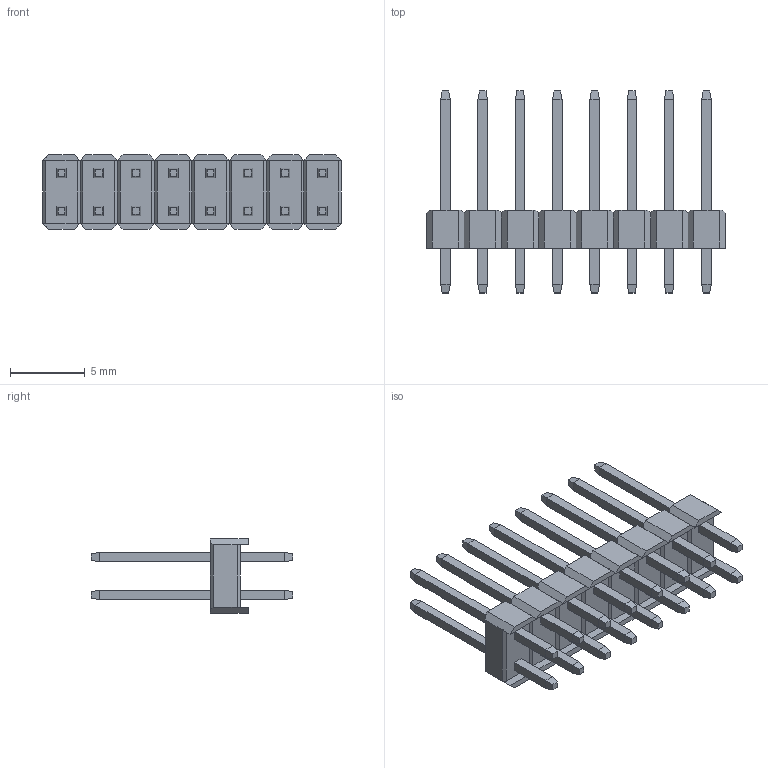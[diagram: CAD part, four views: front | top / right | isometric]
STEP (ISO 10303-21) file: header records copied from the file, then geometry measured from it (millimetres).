
FILE_DESCRIPTION (( 'STEP AP214' ), '1' );
FILE_NAME ('2x8 Male Pin Header.STEP', '2018-11-16T18:30:17', ( 'M.B.I.' ), ( '' ), 'SwSTEP 2.0', '', '' );
FILE_SCHEMA (( 'AUTOMOTIVE_DESIGN' ));
Length unit declared in the file: millimetre
Products named in the file (1): 2x8 Male Pin Header
Bounding box: 20.05 x 13.54 x 5 mm (x, y, z)
Volume: 274.4 mm3; surface area: 979.1 mm2
Topology: 17 solids, 17 shells, 456 faces, 1118 edges, 696 vertices
Faces by surface type: plane 456
Entity records: 13180 total; most frequent: CARTESIAN_POINT 2271, ORIENTED_EDGE 2236, DIRECTION 2032, VECTOR 1118, EDGE_CURVE 1118, LINE 1118, VERTEX_POINT 696, EDGE_LOOP 488
